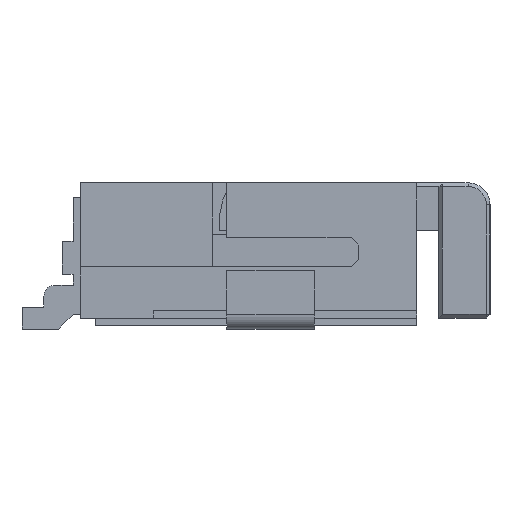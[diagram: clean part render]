
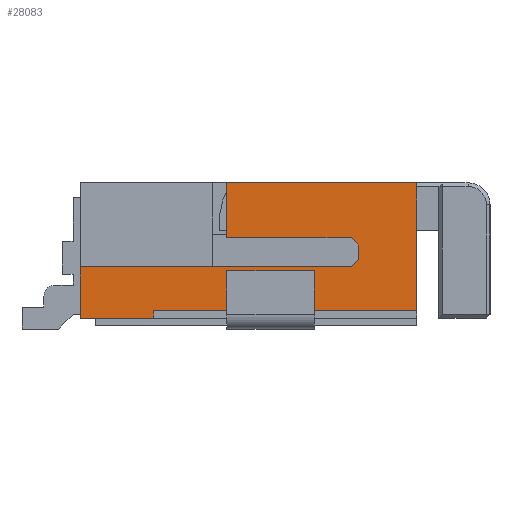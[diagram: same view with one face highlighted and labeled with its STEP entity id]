
A CAD part, left-side view. The second image highlights one B-rep face of the part: STEP entity #28083.
In plain terms, the highlighted planar face has unit normal (-1, 0, 0).
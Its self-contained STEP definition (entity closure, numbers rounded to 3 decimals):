
#707=FACE_OUTER_BOUND('',#2182,.T.);
#2182=EDGE_LOOP('',(#20932,#20933,#20934,#20935,#20936,#20937,#20938,#20939,
#20940,#20941,#20942,#20943));
#4788=LINE('',#40880,#8739);
#4793=LINE('',#40889,#8744);
#4797=LINE('',#40898,#8748);
#4801=LINE('',#40905,#8752);
#4802=LINE('',#40909,#8753);
#4805=LINE('',#40914,#8756);
#4807=LINE('',#40917,#8758);
#4808=LINE('',#40920,#8759);
#4810=LINE('',#40924,#8761);
#4837=LINE('',#40977,#8788);
#5016=LINE('',#41332,#8967);
#5017=LINE('',#41334,#8968);
#8739=VECTOR('',#33168,0.1);
#8744=VECTOR('',#33175,3.6);
#8748=VECTOR('',#33183,0.141);
#8752=VECTOR('',#33189,3.7);
#8753=VECTOR('',#33192,0.141);
#8756=VECTOR('',#33197,1.7);
#8758=VECTOR('',#33201,0.2);
#8759=VECTOR('',#33204,0.75);
#8761=VECTOR('',#33208,2.6);
#8788=VECTOR('',#33255,1.75);
#8967=VECTOR('',#33466,0.7);
#8968=VECTOR('',#33469,1.);
#12231=VERTEX_POINT('',#40876);
#12233=VERTEX_POINT('',#40879);
#12236=VERTEX_POINT('',#40887);
#12238=VERTEX_POINT('',#40895);
#12239=VERTEX_POINT('',#40897);
#12241=VERTEX_POINT('',#40903);
#12242=VERTEX_POINT('',#40907);
#12243=VERTEX_POINT('',#40908);
#12244=VERTEX_POINT('',#40913);
#12245=VERTEX_POINT('',#40919);
#12246=VERTEX_POINT('',#40923);
#12422=VERTEX_POINT('',#41330);
#15390=EDGE_CURVE('',#12233,#12231,#4788,.T.);
#15395=EDGE_CURVE('',#12231,#12236,#4793,.T.);
#15399=EDGE_CURVE('',#12238,#12239,#4797,.T.);
#15403=EDGE_CURVE('',#12241,#12238,#4801,.T.);
#15404=EDGE_CURVE('',#12242,#12243,#4802,.T.);
#15407=EDGE_CURVE('',#12243,#12244,#4805,.T.);
#15409=EDGE_CURVE('',#12239,#12242,#4807,.T.);
#15410=EDGE_CURVE('',#12244,#12245,#4808,.T.);
#15412=EDGE_CURVE('',#12245,#12246,#4810,.T.);
#15439=EDGE_CURVE('',#12236,#12246,#4837,.T.);
#15618=EDGE_CURVE('',#12422,#12241,#5016,.T.);
#15619=EDGE_CURVE('',#12422,#12233,#5017,.T.);
#20932=ORIENTED_EDGE('',*,*,#15439,.T.);
#20933=ORIENTED_EDGE('',*,*,#15412,.F.);
#20934=ORIENTED_EDGE('',*,*,#15410,.F.);
#20935=ORIENTED_EDGE('',*,*,#15407,.F.);
#20936=ORIENTED_EDGE('',*,*,#15404,.F.);
#20937=ORIENTED_EDGE('',*,*,#15409,.F.);
#20938=ORIENTED_EDGE('',*,*,#15399,.F.);
#20939=ORIENTED_EDGE('',*,*,#15403,.F.);
#20940=ORIENTED_EDGE('',*,*,#15618,.F.);
#20941=ORIENTED_EDGE('',*,*,#15619,.T.);
#20942=ORIENTED_EDGE('',*,*,#15390,.T.);
#20943=ORIENTED_EDGE('',*,*,#15395,.T.);
#26290=PLANE('',#29520);
#28083=ADVANCED_FACE('',(#707),#26290,.T.);
#29520=AXIS2_PLACEMENT_3D('',#41333,#33467,#33468);
#33168=DIRECTION('',(0.,0.,1.));
#33175=DIRECTION('',(0.,-1.,0.));
#33183=DIRECTION('',(0.,-0.707,0.707));
#33189=DIRECTION('',(0.,-1.,0.));
#33192=DIRECTION('',(0.,0.707,0.707));
#33197=DIRECTION('',(0.,1.,0.));
#33201=DIRECTION('',(0.,0.,1.));
#33204=DIRECTION('',(0.,0.,1.));
#33208=DIRECTION('',(0.,-1.,0.));
#33255=DIRECTION('',(0.,0.,1.));
#33466=DIRECTION('',(0.,0.,1.));
#33467=DIRECTION('center_axis',(-1.,0.,0.));
#33468=DIRECTION('ref_axis',(0.,0.,-1.));
#33469=DIRECTION('',(0.,-1.,0.));
#40876=CARTESIAN_POINT('',(-10.3,0.3,0.25));
#40879=CARTESIAN_POINT('',(-10.3,0.3,0.15));
#40880=CARTESIAN_POINT('',(-10.3,0.3,0.25));
#40887=CARTESIAN_POINT('',(-10.3,-3.3,0.25));
#40889=CARTESIAN_POINT('',(-10.3,1.3,0.25));
#40895=CARTESIAN_POINT('',(-10.3,-2.4,0.85));
#40897=CARTESIAN_POINT('',(-10.3,-2.5,0.95));
#40898=CARTESIAN_POINT('',(-10.3,-1.5,-0.05));
#40903=CARTESIAN_POINT('',(-10.3,1.3,0.85));
#40905=CARTESIAN_POINT('',(-10.3,1.3,0.85));
#40907=CARTESIAN_POINT('',(-10.3,-2.5,1.15));
#40908=CARTESIAN_POINT('',(-10.3,-2.4,1.25));
#40909=CARTESIAN_POINT('',(-10.3,-1.6,2.05));
#40913=CARTESIAN_POINT('',(-10.3,-0.7,1.25));
#40914=CARTESIAN_POINT('',(-10.3,-2.5,1.25));
#40917=CARTESIAN_POINT('',(-10.3,-2.5,0.85));
#40919=CARTESIAN_POINT('',(-10.3,-0.7,2.));
#40920=CARTESIAN_POINT('',(-10.3,-0.7,1.25));
#40923=CARTESIAN_POINT('',(-10.3,-3.3,2.));
#40924=CARTESIAN_POINT('',(-10.3,-0.7,2.));
#40977=CARTESIAN_POINT('',(-10.3,-3.3,0.962));
#41330=CARTESIAN_POINT('',(-10.3,1.3,0.15));
#41332=CARTESIAN_POINT('',(-10.3,1.3,0.25));
#41333=CARTESIAN_POINT('Origin',(-10.3,1.3,0.85));
#41334=CARTESIAN_POINT('',(-10.3,1.3,0.15));
